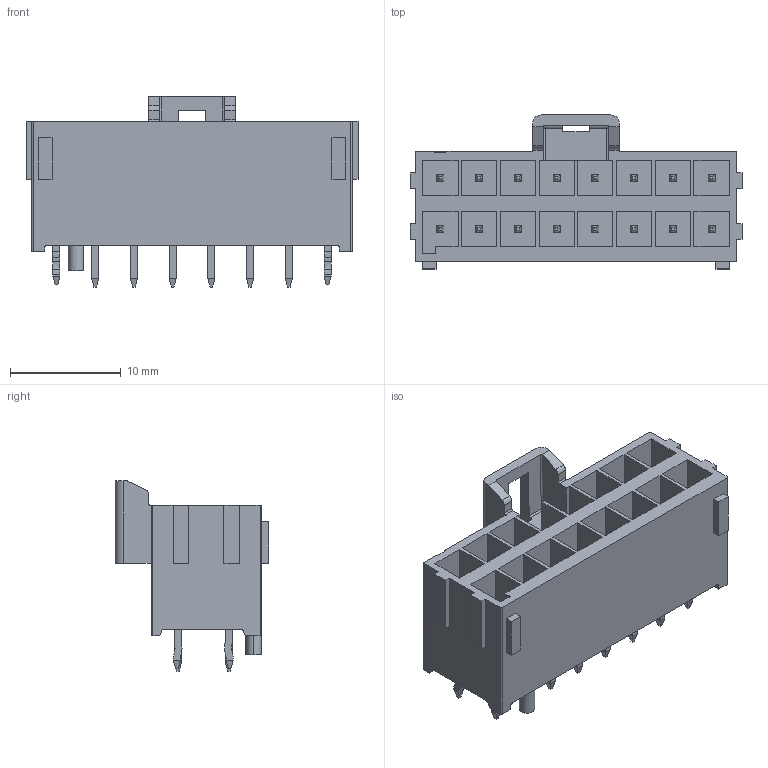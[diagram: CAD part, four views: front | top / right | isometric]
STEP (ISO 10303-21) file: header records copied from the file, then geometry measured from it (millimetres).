
FILE_DESCRIPTION((''),'2;1');
FILE_NAME('1722981116','2016-10-17T',('rlalsangi'),(''),'PRO/ENGINEER BY PARAMETRIC TECHNOLOGY CORPORATION, 2012310','PRO/ENGINEER BY PARAMETRIC TECHNOLOGY CORPORATION, 2012310','');
FILE_SCHEMA(('CONFIG_CONTROL_DESIGN'));
Length unit declared in the file: millimetre
Products named in the file (1): 1722981116
Bounding box: 30 x 13.91 x 17.2 mm (x, y, z)
Volume: 1994.3 mm3; surface area: 3871.5 mm2
Topology: 1 solids, 1 shells, 888 faces, 2413 edges, 1576 vertices
Faces by surface type: plane 644, cylinder 242, sphere 2
Entity records: 27741 total; most frequent: CARTESIAN_POINT 4888, ORIENTED_EDGE 4756, DIRECTION 4687, EDGE_CURVE 2378, VECTOR 1893, LINE 1893, VERTEX_POINT 1540, AXIS2_PLACEMENT_3D 1397
